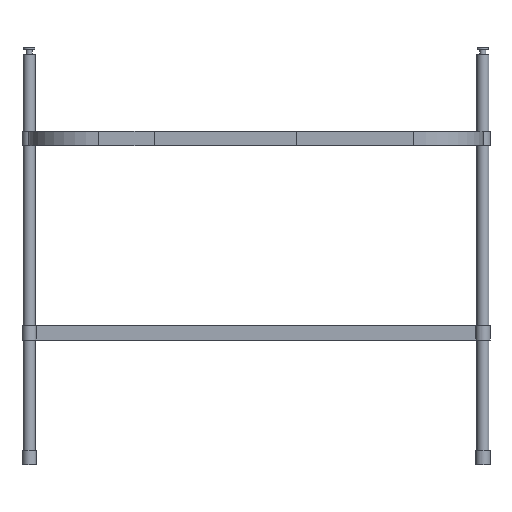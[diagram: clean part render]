
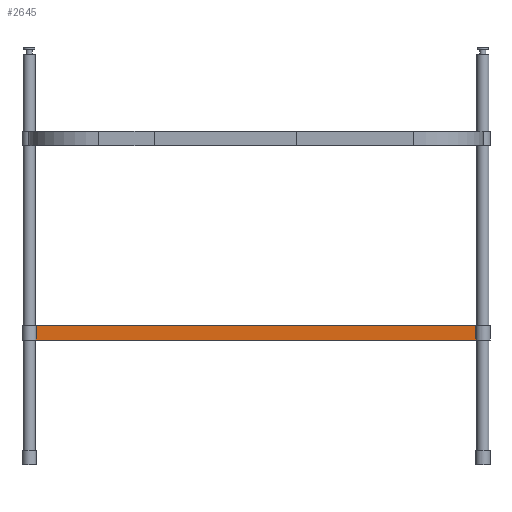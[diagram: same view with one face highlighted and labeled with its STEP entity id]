
A CAD part, front view. The second image highlights one B-rep face of the part: STEP entity #2645.
In plain terms, the highlighted planar face has unit normal (0, -1, 0).
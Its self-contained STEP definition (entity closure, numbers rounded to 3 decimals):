
#2539=DIRECTION('',(-1.,0.,0.));
#2540=VECTOR('',#2539,23241.);
#2541=CARTESIAN_POINT('',(17970.5,-1676.4,-9093.2));
#2542=LINE('',#2541,#2540);
#2543=DIRECTION('',(0.,0.,1.));
#2544=VECTOR('',#2543,762.);
#2545=CARTESIAN_POINT('',(17970.5,-1676.4,-9855.2));
#2546=LINE('',#2545,#2544);
#2547=DIRECTION('',(1.,0.,0.));
#2548=VECTOR('',#2547,23241.);
#2549=CARTESIAN_POINT('',(-5270.5,-1676.4,-9855.2));
#2550=LINE('',#2549,#2548);
#2563=DIRECTION('',(0.,0.,1.));
#2564=VECTOR('',#2563,762.);
#2565=CARTESIAN_POINT('',(-5270.5,-1676.4,-9855.2));
#2566=LINE('',#2565,#2564);
#2575=CARTESIAN_POINT('',(17970.5,-1676.4,-9093.2));
#2576=VERTEX_POINT('',#2575);
#2577=CARTESIAN_POINT('',(17970.5,-1676.4,-9855.2));
#2578=VERTEX_POINT('',#2577);
#2581=CARTESIAN_POINT('',(-5270.5,-1676.4,-9093.2));
#2582=VERTEX_POINT('',#2581);
#2585=CARTESIAN_POINT('',(-5270.5,-1676.4,-9855.2));
#2586=VERTEX_POINT('',#2585);
#2632=CARTESIAN_POINT('',(6350.,-1676.4,-9474.2));
#2633=DIRECTION('',(0.,-1.,0.));
#2634=DIRECTION('',(0.,0.,-1.));
#2635=AXIS2_PLACEMENT_3D('',#2632,#2633,#2634);
#2636=PLANE('',#2635);
#2638=ORIENTED_EDGE('',*,*,#2637,.F.);
#2639=ORIENTED_EDGE('',*,*,#2596,.F.);
#2640=ORIENTED_EDGE('',*,*,#2623,.F.);
#2642=ORIENTED_EDGE('',*,*,#2641,.T.);
#2643=EDGE_LOOP('',(#2638,#2639,#2640,#2642));
#2644=FACE_OUTER_BOUND('',#2643,.F.);
#2596=EDGE_CURVE('',#2578,#2576,#2546,.T.);
#2623=EDGE_CURVE('',#2586,#2578,#2550,.T.);
#2637=EDGE_CURVE('',#2576,#2582,#2542,.T.);
#2641=EDGE_CURVE('',#2586,#2582,#2566,.T.);
#2645=ADVANCED_FACE('',(#2644),#2636,.T.);
